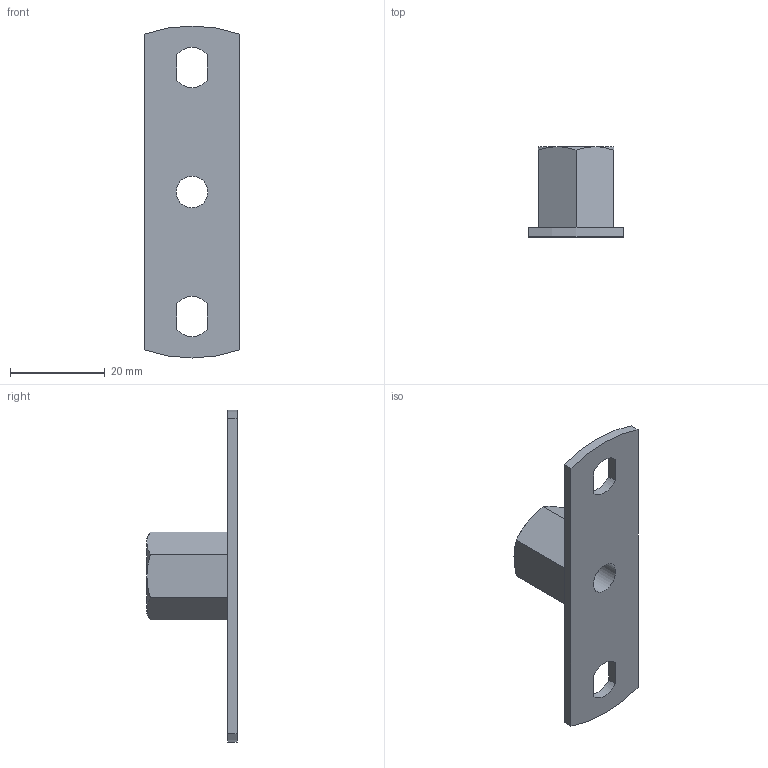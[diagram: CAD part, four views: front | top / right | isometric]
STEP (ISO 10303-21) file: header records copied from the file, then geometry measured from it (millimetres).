
FILE_DESCRIPTION(/* description */ (''),/* implementation_level */ '2;1');
FILE_NAME(/* name */ '3D_R378-M8-M10_173873010.stp',/* time_stamp */ '2021-07-27T11:15:41+02:00',/* author */ ('cad'),/* organization */ (''),/* preprocessor_version */ 'ST-DEVELOPER v18.1',/* originating_system */ 'Autodesk Inventor 2022',/* authorisation */ '');
FILE_SCHEMA (('AUTOMOTIVE_DESIGN { 1 0 10303 214 3 1 1 }'));
Length unit declared in the file: millimetre
Products named in the file (1): 3D_R378-M8-M10_173873010
Bounding box: 20 x 19 x 70 mm (x, y, z)
Volume: 5465.1 mm3; surface area: 4302.6 mm2
Topology: 1 solids, 1 shells, 31 faces, 75 edges, 48 vertices
Faces by surface type: plane 16, cylinder 8, cone 7
Full cylindrical faces by diameter (mm): 6.647 x1, 8.376 x1
Entity records: 946 total; most frequent: CARTESIAN_POINT 179, DIRECTION 151, ORIENTED_EDGE 150, EDGE_CURVE 75, AXIS2_PLACEMENT_3D 56, VERTEX_POINT 48, LINE 39, VECTOR 39
